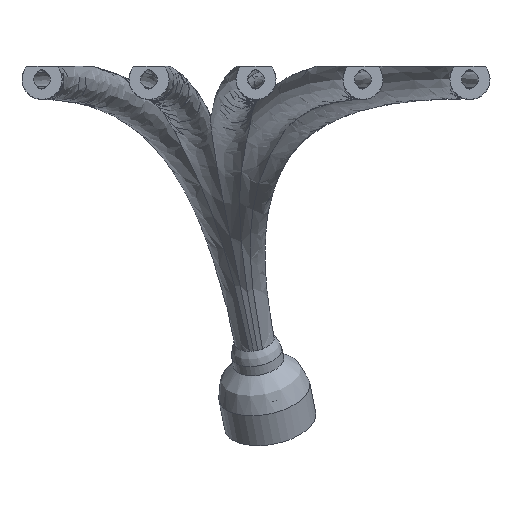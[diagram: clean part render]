
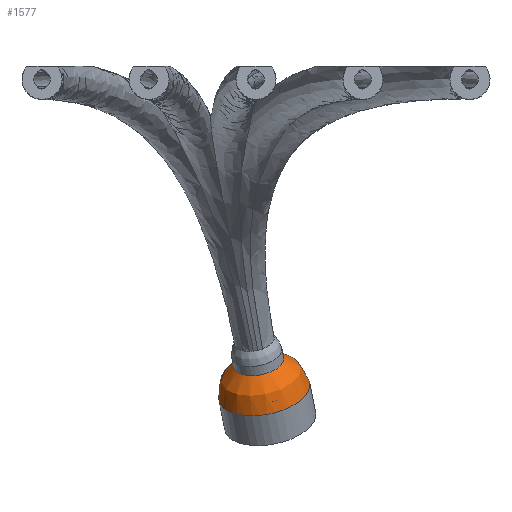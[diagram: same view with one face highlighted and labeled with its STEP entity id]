
A CAD part, front view. The second image highlights one B-rep face of the part: STEP entity #1577.
In plain terms, the highlighted free-form (B-spline) face has degree [2, 2] with [3, 9] control points.
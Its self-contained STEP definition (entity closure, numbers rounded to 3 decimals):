
#15=(
BOUNDED_SURFACE()
B_SPLINE_SURFACE(2,2,((#4290,#4291,#4292,#4293,#4294,#4295,#4296,#4297,
#4298),(#4299,#4300,#4301,#4302,#4303,#4304,#4305,#4306,#4307),(#4308,#4309,
#4310,#4311,#4312,#4313,#4314,#4315,#4316)),.UNSPECIFIED.,.F.,.T.,.F.)
B_SPLINE_SURFACE_WITH_KNOTS((3,3),(3,2,2,2,3),(-1.093,0.),
(-3.142,-1.571,0.,1.571,3.142),
 .UNSPECIFIED.)
GEOMETRIC_REPRESENTATION_ITEM()
RATIONAL_B_SPLINE_SURFACE(((1.,0.707,1.,0.707,1.,
0.707,1.,0.707,1.),(0.854,0.604,
0.854,0.604,0.854,0.604,
0.854,0.604,0.854),(1.,0.707,
1.,0.707,1.,0.707,1.,0.707,1.)))
REPRESENTATION_ITEM('')
SURFACE()
);
#136=FACE_OUTER_BOUND('',#231,.T.);
#231=EDGE_LOOP('',(#1222,#1223,#1224,#1225,#1226,#1227));
#297=CIRCLE('',#1677,6.);
#298=CIRCLE('',#1678,6.);
#299=CIRCLE('',#1679,5.);
#300=CIRCLE('',#1680,3.3);
#301=CIRCLE('',#1681,3.3);
#682=VERTEX_POINT('',#4317);
#683=VERTEX_POINT('',#4318);
#684=VERTEX_POINT('',#4321);
#685=VERTEX_POINT('',#4323);
#887=EDGE_CURVE('',#682,#683,#297,.T.);
#888=EDGE_CURVE('',#683,#682,#298,.T.);
#889=EDGE_CURVE('',#682,#684,#299,.T.);
#890=EDGE_CURVE('',#685,#684,#300,.T.);
#891=EDGE_CURVE('',#684,#685,#301,.T.);
#1222=ORIENTED_EDGE('',*,*,#887,.T.);
#1223=ORIENTED_EDGE('',*,*,#888,.T.);
#1224=ORIENTED_EDGE('',*,*,#889,.T.);
#1225=ORIENTED_EDGE('',*,*,#890,.F.);
#1226=ORIENTED_EDGE('',*,*,#891,.F.);
#1227=ORIENTED_EDGE('',*,*,#889,.F.);
#1577=ADVANCED_FACE('',(#136),#15,.T.);
#1677=AXIS2_PLACEMENT_3D('',#4319,#1838,#1839);
#1678=AXIS2_PLACEMENT_3D('',#4320,#1840,#1841);
#1679=AXIS2_PLACEMENT_3D('',#4322,#1842,#1843);
#1680=AXIS2_PLACEMENT_3D('',#4324,#1844,#1845);
#1681=AXIS2_PLACEMENT_3D('',#4325,#1846,#1847);
#1838=DIRECTION('center_axis',(-0.167,-0.5,0.85));
#1839=DIRECTION('ref_axis',(0.948,-0.317,0.));
#1840=DIRECTION('center_axis',(-0.167,-0.5,0.85));
#1841=DIRECTION('ref_axis',(0.948,-0.317,0.));
#1842=DIRECTION('center_axis',(0.27,0.806,0.527));
#1843=DIRECTION('ref_axis',(-0.948,0.317,0.));
#1844=DIRECTION('center_axis',(-0.167,-0.5,0.85));
#1845=DIRECTION('ref_axis',(-0.948,0.317,0.));
#1846=DIRECTION('center_axis',(-0.167,-0.5,0.85));
#1847=DIRECTION('ref_axis',(-0.948,0.317,0.));
#4290=CARTESIAN_POINT('Ctrl Pts',(24.955,122.047,-36.699));
#4291=CARTESIAN_POINT('Ctrl Pts',(24.065,119.387,-38.439));
#4292=CARTESIAN_POINT('Ctrl Pts',(27.195,118.341,-38.439));
#4293=CARTESIAN_POINT('Ctrl Pts',(30.325,117.294,-38.439));
#4294=CARTESIAN_POINT('Ctrl Pts',(31.214,119.953,-36.699));
#4295=CARTESIAN_POINT('Ctrl Pts',(32.103,122.613,-34.96));
#4296=CARTESIAN_POINT('Ctrl Pts',(28.974,123.659,-34.96));
#4297=CARTESIAN_POINT('Ctrl Pts',(25.844,124.706,-34.96));
#4298=CARTESIAN_POINT('Ctrl Pts',(24.955,122.047,-36.699));
#4299=CARTESIAN_POINT('Ctrl Pts',(22.628,123.603,-37.888));
#4300=CARTESIAN_POINT('Ctrl Pts',(21.011,118.767,-41.051));
#4301=CARTESIAN_POINT('Ctrl Pts',(26.701,116.864,-41.051));
#4302=CARTESIAN_POINT('Ctrl Pts',(32.391,114.961,-41.051));
#4303=CARTESIAN_POINT('Ctrl Pts',(34.009,119.796,-37.888));
#4304=CARTESIAN_POINT('Ctrl Pts',(35.626,124.631,-34.725));
#4305=CARTESIAN_POINT('Ctrl Pts',(29.935,126.534,-34.725));
#4306=CARTESIAN_POINT('Ctrl Pts',(24.245,128.438,-34.725));
#4307=CARTESIAN_POINT('Ctrl Pts',(22.628,123.603,-37.888));
#4308=CARTESIAN_POINT('Ctrl Pts',(23.137,125.123,-40.472));
#4309=CARTESIAN_POINT('Ctrl Pts',(21.52,120.288,-43.635));
#4310=CARTESIAN_POINT('Ctrl Pts',(27.21,118.385,-43.635));
#4311=CARTESIAN_POINT('Ctrl Pts',(32.9,116.482,-43.635));
#4312=CARTESIAN_POINT('Ctrl Pts',(34.517,121.317,-40.472));
#4313=CARTESIAN_POINT('Ctrl Pts',(36.134,126.152,-37.309));
#4314=CARTESIAN_POINT('Ctrl Pts',(30.444,128.055,-37.309));
#4315=CARTESIAN_POINT('Ctrl Pts',(24.754,129.958,-37.309));
#4316=CARTESIAN_POINT('Ctrl Pts',(23.137,125.123,-40.472));
#4317=CARTESIAN_POINT('',(23.137,125.123,-40.472));
#4318=CARTESIAN_POINT('',(34.517,121.317,-40.472));
#4319=CARTESIAN_POINT('Origin',(28.827,123.22,-40.472));
#4320=CARTESIAN_POINT('Origin',(28.827,123.22,-40.472));
#4321=CARTESIAN_POINT('',(24.955,122.047,-36.699));
#4322=CARTESIAN_POINT('Origin',(27.879,123.537,-40.472));
#4323=CARTESIAN_POINT('',(31.214,119.953,-36.699));
#4324=CARTESIAN_POINT('Origin',(28.084,121.,-36.699));
#4325=CARTESIAN_POINT('Origin',(28.084,121.,-36.699));
